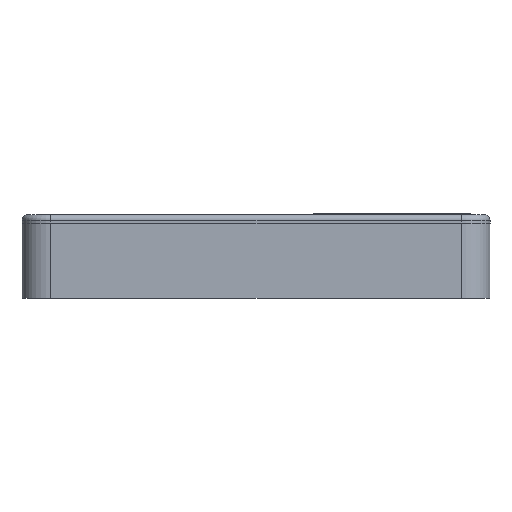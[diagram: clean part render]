
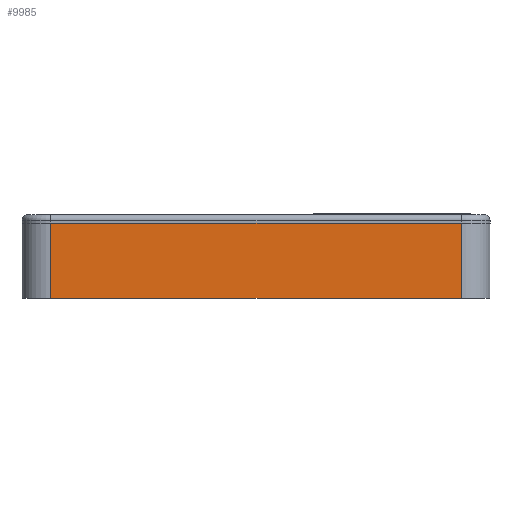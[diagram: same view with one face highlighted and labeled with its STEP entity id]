
A CAD part, front view. The second image highlights one B-rep face of the part: STEP entity #9985.
In plain terms, the highlighted planar face has unit normal (0, -1, 0).
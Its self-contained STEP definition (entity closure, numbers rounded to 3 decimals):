
#1658=FACE_OUTER_BOUND('',#2258,.T.);
#2258=EDGE_LOOP('',(#9199,#9200,#9201,#9202));
#3033=LINE('',#19771,#3819);
#3048=LINE('',#19818,#3834);
#3049=LINE('',#19829,#3835);
#3050=LINE('',#19831,#3836);
#3819=VECTOR('',#11717,10.);
#3834=VECTOR('',#11758,10.);
#3835=VECTOR('',#11771,10.);
#3836=VECTOR('',#11774,10.);
#4802=VERTEX_POINT('',#19768);
#4803=VERTEX_POINT('',#19770);
#4821=VERTEX_POINT('',#19815);
#4822=VERTEX_POINT('',#19817);
#6261=EDGE_CURVE('',#4802,#4803,#3033,.T.);
#6285=EDGE_CURVE('',#4822,#4821,#3048,.T.);
#6291=EDGE_CURVE('',#4822,#4802,#3049,.T.);
#6292=EDGE_CURVE('',#4803,#4821,#3050,.T.);
#9199=ORIENTED_EDGE('',*,*,#6291,.F.);
#9200=ORIENTED_EDGE('',*,*,#6285,.T.);
#9201=ORIENTED_EDGE('',*,*,#6292,.F.);
#9202=ORIENTED_EDGE('',*,*,#6261,.F.);
#9457=PLANE('',#10338);
#9985=ADVANCED_FACE('',(#1658),#9457,.T.);
#10338=AXIS2_PLACEMENT_3D('',#19830,#11772,#11773);
#11717=DIRECTION('',(1.,0.,0.));
#11758=DIRECTION('',(1.,0.,0.));
#11771=DIRECTION('',(0.,0.,1.));
#11772=DIRECTION('center_axis',(0.,-1.,0.));
#11773=DIRECTION('ref_axis',(1.,0.,0.));
#11774=DIRECTION('',(0.,0.,-1.));
#19768=CARTESIAN_POINT('',(-4.,-9.,13.));
#19770=CARTESIAN_POINT('',(67.,-9.,13.));
#19771=CARTESIAN_POINT('',(-9.,-9.,13.));
#19815=CARTESIAN_POINT('',(67.,-9.,0.));
#19817=CARTESIAN_POINT('',(-4.,-9.,0.));
#19818=CARTESIAN_POINT('',(-9.,-9.,0.));
#19829=CARTESIAN_POINT('',(-4.,-9.,0.));
#19830=CARTESIAN_POINT('Origin',(-9.,-9.,0.));
#19831=CARTESIAN_POINT('',(67.,-9.,0.));
